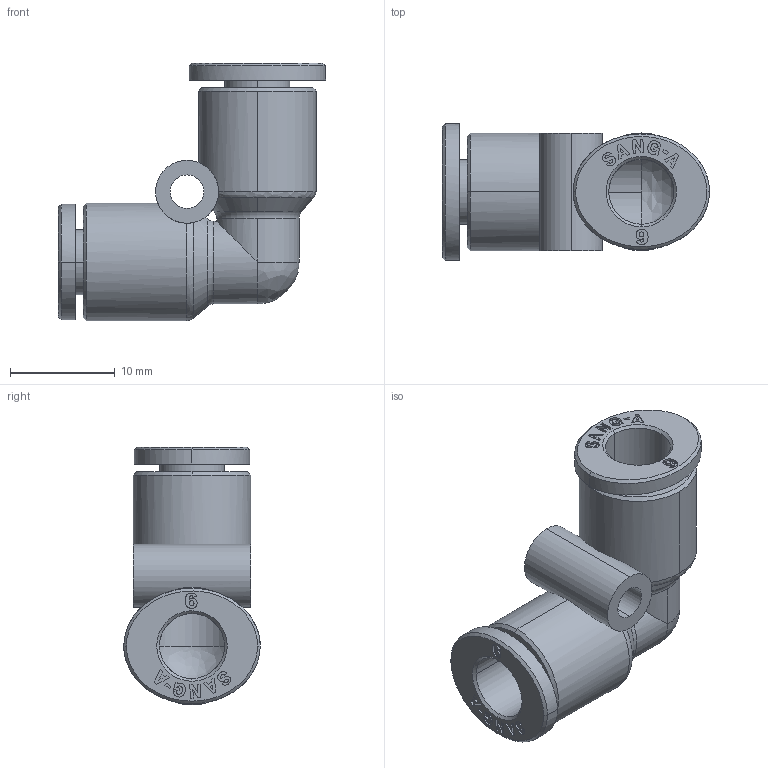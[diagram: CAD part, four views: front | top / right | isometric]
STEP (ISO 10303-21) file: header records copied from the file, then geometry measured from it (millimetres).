
FILE_DESCRIPTION (( 'STEP AP214' ), '1' );
FILE_NAME ('PUL06.stp', '2015-09-04T12:00:18', ( '' ), ( '' ), 'SwSTEP 2.0', 'SolidWorks 2015', '' );
FILE_SCHEMA (( 'AUTOMOTIVE_DESIGN' ));
Length unit declared in the file: millimetre
Products named in the file (1): PUL06
Bounding box: 25.45 x 13 x 24.55 mm (x, y, z)
Surface area: 2403.8 mm2 (no closed solid volume)
Topology: 0 solids, 3 shells, 422 faces, 1284 edges, 855 vertices
Faces by surface type: plane 306, bspline 69, cylinder 35, cone 8, torus 4
Entity records: 21240 total; most frequent: CARTESIAN_POINT 5785, ORIENTED_EDGE 2420, DIRECTION 1912, EDGE_CURVE 1283, LINE 1004, VECTOR 1004, VERTEX_POINT 855, AXIS2_PLACEMENT_3D 454
